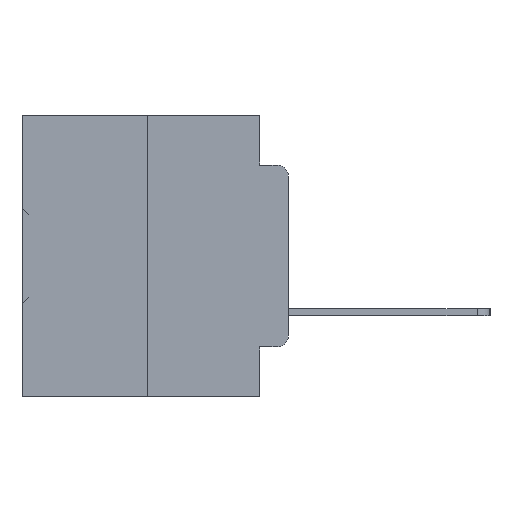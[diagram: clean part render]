
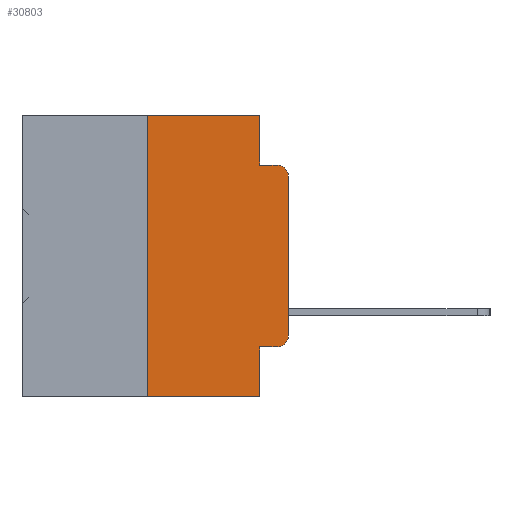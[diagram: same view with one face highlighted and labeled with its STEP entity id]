
A CAD part, left-side view. The second image highlights one B-rep face of the part: STEP entity #30803.
In plain terms, the highlighted planar face has unit normal (-1, 0, 0).
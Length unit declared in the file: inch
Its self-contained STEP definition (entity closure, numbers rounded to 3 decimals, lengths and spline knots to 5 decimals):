
#103 = ORIENTED_EDGE ( 'NONE', *, *, #18630, .T. ) ;
#438 = CARTESIAN_POINT ( 'NONE',  ( 0., 0.051, -0.0885 ) ) ;
#806 = LINE ( 'NONE', #6166, #30828 ) ;
#850 = LINE ( 'NONE', #27956, #16370 ) ;
#1019 = EDGE_CURVE ( 'NONE', #27195, #5731, #850, .T. ) ;
#2943 = EDGE_CURVE ( 'NONE', #8104, #8755, #6697, .T. ) ;
#3117 = LINE ( 'NONE', #30316, #33171 ) ;
#3227 = ORIENTED_EDGE ( 'NONE', *, *, #12731, .F. ) ;
#4084 = CARTESIAN_POINT ( 'NONE',  ( 0., 0.473, 0. ) ) ;
#4697 = VERTEX_POINT ( 'NONE', #16224 ) ;
#5234 = LINE ( 'NONE', #34744, #27598 ) ;
#5731 = VERTEX_POINT ( 'NONE', #8637 ) ;
#6166 = CARTESIAN_POINT ( 'NONE',  ( 0., 0.473, 0. ) ) ;
#6518 = CARTESIAN_POINT ( 'NONE',  ( 0., 0., -0.1085 ) ) ;
#6697 = LINE ( 'NONE', #13643, #29017 ) ;
#6701 = CARTESIAN_POINT ( 'NONE',  ( 0., 0.02, -0.1085 ) ) ;
#6921 = PLANE ( 'NONE',  #12295 ) ;
#7079 = VERTEX_POINT ( 'NONE', #6518 ) ;
#7168 = DIRECTION ( 'NONE',  ( 0., -1., 0. ) ) ;
#7234 = CARTESIAN_POINT ( 'NONE',  ( 0., 0.051, -0.0885 ) ) ;
#7316 = ORIENTED_EDGE ( 'NONE', *, *, #32923, .F. ) ;
#7749 = ORIENTED_EDGE ( 'NONE', *, *, #28327, .T. ) ;
#8104 = VERTEX_POINT ( 'NONE', #35286 ) ;
#8242 = ORIENTED_EDGE ( 'NONE', *, *, #23571, .F. ) ;
#8637 = CARTESIAN_POINT ( 'NONE',  ( 0., 0.25, 0. ) ) ;
#8755 = VERTEX_POINT ( 'NONE', #438 ) ;
#9225 = FACE_OUTER_BOUND ( 'NONE', #33805, .T. ) ;
#9647 = DIRECTION ( 'NONE',  ( 0., 0., -1. ) ) ;
#9739 = DIRECTION ( 'NONE',  ( -1., 0., 0. ) ) ;
#10002 = DIRECTION ( 'NONE',  ( 1., 0., 0. ) ) ;
#10022 = VECTOR ( 'NONE', #16050, 39.37008 ) ;
#10139 = CIRCLE ( 'NONE', #28564, 0.02 ) ;
#10827 = DIRECTION ( 'NONE',  ( 0., -1., 0. ) ) ;
#11170 = VECTOR ( 'NONE', #28784, 39.37008 ) ;
#11509 = DIRECTION ( 'NONE',  ( 0., 0., 1. ) ) ;
#12295 = AXIS2_PLACEMENT_3D ( 'NONE', #4084, #10002, #30326 ) ;
#12488 = VECTOR ( 'NONE', #10827, 39.37008 ) ;
#12551 = VERTEX_POINT ( 'NONE', #35307 ) ;
#12731 = EDGE_CURVE ( 'NONE', #8755, #14842, #17777, .T. ) ;
#13643 = CARTESIAN_POINT ( 'NONE',  ( 0., 0.051, 0. ) ) ;
#14842 = VERTEX_POINT ( 'NONE', #36694 ) ;
#16025 = ORIENTED_EDGE ( 'NONE', *, *, #25433, .T. ) ;
#16050 = DIRECTION ( 'NONE',  ( 0., -1., 0. ) ) ;
#16224 = CARTESIAN_POINT ( 'NONE',  ( 0., 0.051, -0.4115 ) ) ;
#16370 = VECTOR ( 'NONE', #27887, 39.37008 ) ;
#17295 = VERTEX_POINT ( 'NONE', #29582 ) ;
#17375 = EDGE_CURVE ( 'NONE', #12551, #17295, #29789, .T. ) ;
#17777 = LINE ( 'NONE', #7234, #10022 ) ;
#18630 = EDGE_CURVE ( 'NONE', #7079, #14842, #10139, .T. ) ;
#19186 = CARTESIAN_POINT ( 'NONE',  ( 0., 0.25, -0.5 ) ) ;
#19269 = ORIENTED_EDGE ( 'NONE', *, *, #27118, .T. ) ;
#19383 = LINE ( 'NONE', #28264, #12488 ) ;
#20053 = ORIENTED_EDGE ( 'NONE', *, *, #17375, .T. ) ;
#23045 = CARTESIAN_POINT ( 'NONE',  ( 0., 0.051, -0.5 ) ) ;
#23571 = EDGE_CURVE ( 'NONE', #5731, #8104, #806, .T. ) ;
#25433 = EDGE_CURVE ( 'NONE', #27195, #26134, #19383, .T. ) ;
#26134 = VERTEX_POINT ( 'NONE', #23045 ) ;
#26673 = LINE ( 'NONE', #31672, #11170 ) ;
#27093 = DIRECTION ( 'NONE',  ( -1., 0., 0. ) ) ;
#27118 = EDGE_CURVE ( 'NONE', #4697, #12551, #3117, .T. ) ;
#27179 = CARTESIAN_POINT ( 'NONE',  ( 0., 0.02, -0.3915 ) ) ;
#27195 = VERTEX_POINT ( 'NONE', #19186 ) ;
#27582 = AXIS2_PLACEMENT_3D ( 'NONE', #27179, #9739, #30088 ) ;
#27598 = VECTOR ( 'NONE', #11509, 39.37008 ) ;
#27887 = DIRECTION ( 'NONE',  ( 0., 0., 1. ) ) ;
#27956 = CARTESIAN_POINT ( 'NONE',  ( 0., 0.25, 0. ) ) ;
#28264 = CARTESIAN_POINT ( 'NONE',  ( 0., 0.473, -0.5 ) ) ;
#28327 = EDGE_CURVE ( 'NONE', #17295, #7079, #5234, .T. ) ;
#28564 = AXIS2_PLACEMENT_3D ( 'NONE', #6701, #27093, #9647 ) ;
#28784 = DIRECTION ( 'NONE',  ( 0., 0., -1. ) ) ;
#29017 = VECTOR ( 'NONE', #33946, 39.37008 ) ;
#29582 = CARTESIAN_POINT ( 'NONE',  ( 0., 0., -0.3915 ) ) ;
#29789 = CIRCLE ( 'NONE', #27582, 0.02 ) ;
#30088 = DIRECTION ( 'NONE',  ( 0., 0., -1. ) ) ;
#30316 = CARTESIAN_POINT ( 'NONE',  ( 0., 0.051, -0.4115 ) ) ;
#30326 = DIRECTION ( 'NONE',  ( 0., 0., -1. ) ) ;
#30803 = ADVANCED_FACE ( 'NONE', ( #9225 ), #6921, .F. ) ;
#30828 = VECTOR ( 'NONE', #32362, 39.37008 ) ;
#31672 = CARTESIAN_POINT ( 'NONE',  ( 0., 0.051, 0. ) ) ;
#32362 = DIRECTION ( 'NONE',  ( 0., -1., 0. ) ) ;
#32923 = EDGE_CURVE ( 'NONE', #4697, #26134, #26673, .T. ) ;
#33171 = VECTOR ( 'NONE', #7168, 39.37008 ) ;
#33275 = ORIENTED_EDGE ( 'NONE', *, *, #2943, .F. ) ;
#33535 = ORIENTED_EDGE ( 'NONE', *, *, #1019, .F. ) ;
#33805 = EDGE_LOOP ( 'NONE', ( #7749, #103, #3227, #33275, #8242, #33535, #16025, #7316, #19269, #20053 ) ) ;
#33946 = DIRECTION ( 'NONE',  ( 0., 0., -1. ) ) ;
#34744 = CARTESIAN_POINT ( 'NONE',  ( 0., 0., 0. ) ) ;
#35286 = CARTESIAN_POINT ( 'NONE',  ( 0., 0.051, 0. ) ) ;
#35307 = CARTESIAN_POINT ( 'NONE',  ( 0., 0.02, -0.4115 ) ) ;
#36694 = CARTESIAN_POINT ( 'NONE',  ( 0., 0.02, -0.0885 ) ) ;
